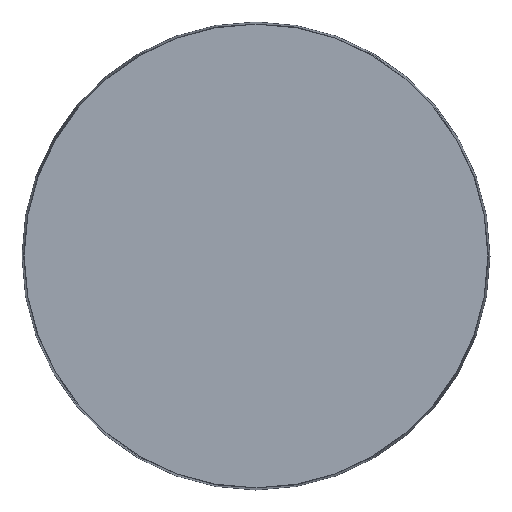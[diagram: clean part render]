
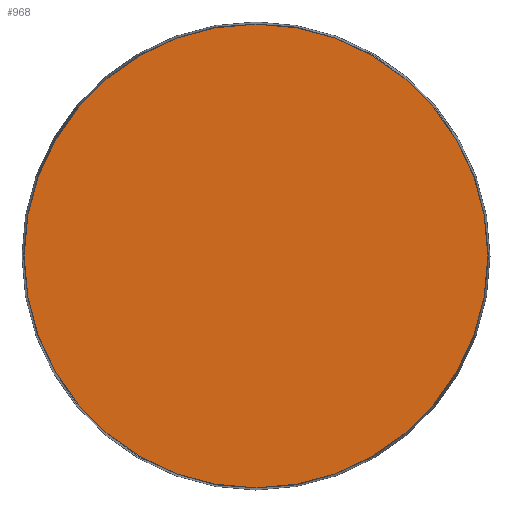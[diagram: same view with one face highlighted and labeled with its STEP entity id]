
A CAD part, front view. The second image highlights one B-rep face of the part: STEP entity #968.
In plain terms, the highlighted planar face has unit normal (0, -1, 0).
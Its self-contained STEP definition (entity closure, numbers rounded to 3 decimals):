
#67=PLANE('',#1119);
#133=FACE_OUTER_BOUND('',#215,.T.);
#215=EDGE_LOOP('',(#800));
#374=CIRCLE('',#1118,31.6);
#455=VERTEX_POINT('',#1773);
#572=EDGE_CURVE('',#455,#455,#374,.T.);
#800=ORIENTED_EDGE('',*,*,#572,.T.);
#968=ADVANCED_FACE('',(#133),#67,.T.);
#1118=AXIS2_PLACEMENT_3D('',#1774,#1415,#1416);
#1119=AXIS2_PLACEMENT_3D('',#1776,#1418,#1419);
#1415=DIRECTION('center_axis',(0.,-1.,0.));
#1416=DIRECTION('ref_axis',(1.,0.,0.));
#1418=DIRECTION('center_axis',(0.,-1.,0.));
#1419=DIRECTION('ref_axis',(0.,0.,-1.));
#1773=CARTESIAN_POINT('',(-31.6,0.,0.));
#1774=CARTESIAN_POINT('Origin',(0.,0.,
0.));
#1776=CARTESIAN_POINT('Origin',(15.8,0.,0.));
